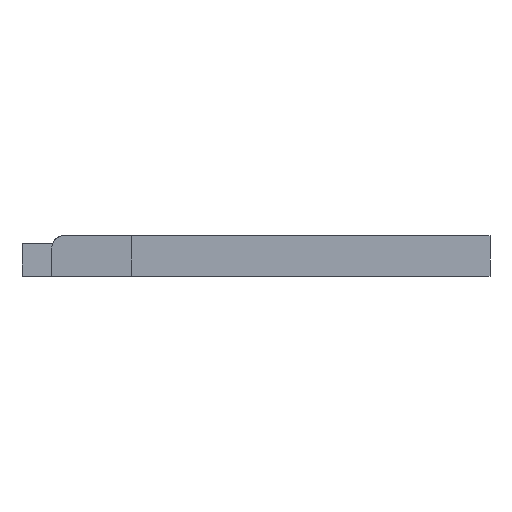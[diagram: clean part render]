
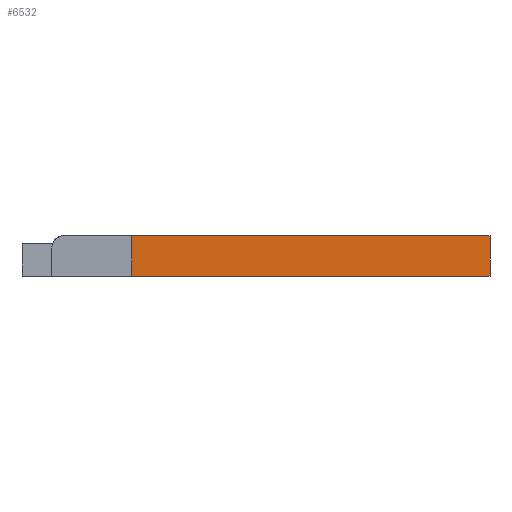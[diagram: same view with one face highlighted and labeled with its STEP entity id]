
A CAD part, left-side view. The second image highlights one B-rep face of the part: STEP entity #6532.
In plain terms, the highlighted free-form (B-spline) face has degree [1, 1] with [2, 2] control points.
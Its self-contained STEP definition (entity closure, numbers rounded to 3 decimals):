
#4124 = VERTEX_POINT('',#4125);
#4125 = CARTESIAN_POINT('',(-8.6,7.9,2.61));
#4130 = EDGE_CURVE('',#4124,#4131,#4133,.T.);
#4131 = VERTEX_POINT('',#4132);
#4132 = CARTESIAN_POINT('',(-8.6,-14.9,2.61));
#4133 = B_SPLINE_CURVE_WITH_KNOTS('',1,(#4134,#4135),.UNSPECIFIED.,.F.,
  .F.,(2,2),(7.,29.8),.PIECEWISE_BEZIER_KNOTS.);
#4134 = CARTESIAN_POINT('',(-8.6,7.9,2.61));
#4135 = CARTESIAN_POINT('',(-8.6,-14.9,2.61));
#6488 = EDGE_CURVE('',#4131,#6489,#6491,.T.);
#6489 = VERTEX_POINT('',#6490);
#6490 = CARTESIAN_POINT('',(-8.6,-14.9,0.01));
#6491 = B_SPLINE_CURVE_WITH_KNOTS('',1,(#6492,#6493),.UNSPECIFIED.,.F.,
  .F.,(2,2),(-0.,2.6),.PIECEWISE_BEZIER_KNOTS.);
#6492 = CARTESIAN_POINT('',(-8.6,-14.9,2.61));
#6493 = CARTESIAN_POINT('',(-8.6,-14.9,0.01));
#6532 = ADVANCED_FACE('',(#6533),#6549,.F.);
#6533 = FACE_BOUND('',#6534,.T.);
#6534 = EDGE_LOOP('',(#6535,#6536,#6543,#6548));
#6535 = ORIENTED_EDGE('',*,*,#4130,.F.);
#6536 = ORIENTED_EDGE('',*,*,#6537,.F.);
#6537 = EDGE_CURVE('',#6538,#4124,#6540,.T.);
#6538 = VERTEX_POINT('',#6539);
#6539 = CARTESIAN_POINT('',(-8.6,7.9,0.01));
#6540 = B_SPLINE_CURVE_WITH_KNOTS('',1,(#6541,#6542),.UNSPECIFIED.,.F.,
  .F.,(2,2),(0.,2.6),.PIECEWISE_BEZIER_KNOTS.);
#6541 = CARTESIAN_POINT('',(-8.6,7.9,0.01));
#6542 = CARTESIAN_POINT('',(-8.6,7.9,2.61));
#6543 = ORIENTED_EDGE('',*,*,#6544,.T.);
#6544 = EDGE_CURVE('',#6538,#6489,#6545,.T.);
#6545 = B_SPLINE_CURVE_WITH_KNOTS('',1,(#6546,#6547),.UNSPECIFIED.,.F.,
  .F.,(2,2),(7.,29.8),.PIECEWISE_BEZIER_KNOTS.);
#6546 = CARTESIAN_POINT('',(-8.6,7.9,0.01));
#6547 = CARTESIAN_POINT('',(-8.6,-14.9,0.01));
#6548 = ORIENTED_EDGE('',*,*,#6488,.F.);
#6549 = B_SPLINE_SURFACE_WITH_KNOTS('',1,1,(
    (#6550,#6551)
    ,(#6552,#6553
    )),.UNSPECIFIED.,.F.,.F.,.F.,(2,2),(2,2),(-29.8,-7.),(-2.6,0.),
  .PIECEWISE_BEZIER_KNOTS.);
#6550 = CARTESIAN_POINT('',(-8.6,-14.9,0.01));
#6551 = CARTESIAN_POINT('',(-8.6,-14.9,2.61));
#6552 = CARTESIAN_POINT('',(-8.6,7.9,0.01));
#6553 = CARTESIAN_POINT('',(-8.6,7.9,2.61));
